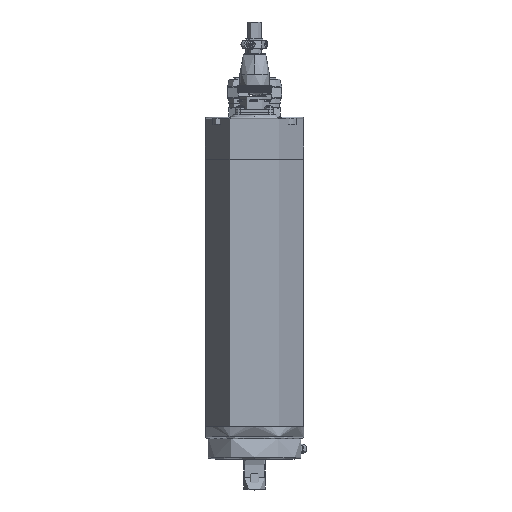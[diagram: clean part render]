
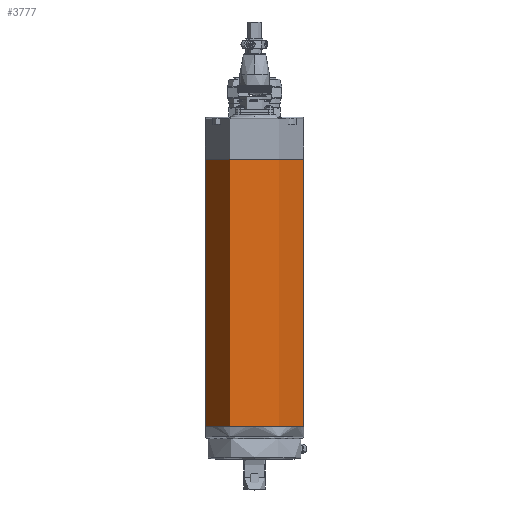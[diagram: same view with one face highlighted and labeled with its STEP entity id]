
A CAD part, front view. The second image highlights one B-rep face of the part: STEP entity #3777.
In plain terms, the highlighted cylindrical face has radius 31 mm (diameter 62 mm), a partial arc.
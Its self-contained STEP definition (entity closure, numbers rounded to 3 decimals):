
#287 = EDGE_CURVE ( 'NONE', #8563, #31256, #9453, .T. ) ;
#390 = AXIS2_PLACEMENT_3D ( 'NONE', #17295, #22343, #12794 ) ;
#2987 = DIRECTION ( 'NONE',  ( 0., 0., 1. ) ) ;
#3107 = CARTESIAN_POINT ( 'NONE',  ( 31., 0., -169. ) ) ;
#3478 = CARTESIAN_POINT ( 'NONE',  ( -31., 0., 0. ) ) ;
#3777 = ADVANCED_FACE ( 'NONE', ( #20126 ), #4683, .T. ) ;
#4683 = CYLINDRICAL_SURFACE ( 'NONE', #390, 31. ) ;
#5617 = CARTESIAN_POINT ( 'NONE',  ( 31., 0., 0. ) ) ;
#7323 = CIRCLE ( 'NONE', #17502, 31. ) ;
#7776 = EDGE_CURVE ( 'NONE', #20206, #27562, #18048, .T. ) ;
#7945 = DIRECTION ( 'NONE',  ( 1., 0., 0. ) ) ;
#8324 = DIRECTION ( 'NONE',  ( 0., 0., 1. ) ) ;
#8563 = VERTEX_POINT ( 'NONE', #12814 ) ;
#9183 = CARTESIAN_POINT ( 'NONE',  ( 0., 0., 0. ) ) ;
#9443 = EDGE_CURVE ( 'NONE', #27562, #31256, #7323, .T. ) ;
#9453 = LINE ( 'NONE', #3478, #9857 ) ;
#9857 = VECTOR ( 'NONE', #11046, 1000. ) ;
#11046 = DIRECTION ( 'NONE',  ( 0., 0., 1. ) ) ;
#12794 = DIRECTION ( 'NONE',  ( 1., 0., 0. ) ) ;
#12814 = CARTESIAN_POINT ( 'NONE',  ( -31., 0., -169. ) ) ;
#13254 = CARTESIAN_POINT ( 'NONE',  ( -31., 0., 0. ) ) ;
#14171 = DIRECTION ( 'NONE',  ( 1., 0., 0. ) ) ;
#14919 = EDGE_CURVE ( 'NONE', #8563, #20206, #22149, .T. ) ;
#16865 = ORIENTED_EDGE ( 'NONE', *, *, #287, .F. ) ;
#17125 = ORIENTED_EDGE ( 'NONE', *, *, #14919, .T. ) ;
#17295 = CARTESIAN_POINT ( 'NONE',  ( 0., 0., 0. ) ) ;
#17502 = AXIS2_PLACEMENT_3D ( 'NONE', #9183, #28793, #14171 ) ;
#18048 = LINE ( 'NONE', #5617, #31870 ) ;
#18782 = CARTESIAN_POINT ( 'NONE',  ( 31., 0., 0. ) ) ;
#19383 = ORIENTED_EDGE ( 'NONE', *, *, #9443, .T. ) ;
#20126 = FACE_OUTER_BOUND ( 'NONE', #24930, .T. ) ;
#20206 = VERTEX_POINT ( 'NONE', #3107 ) ;
#22149 = CIRCLE ( 'NONE', #29510, 31. ) ;
#22343 = DIRECTION ( 'NONE',  ( 0., 0., 1. ) ) ;
#23856 = ORIENTED_EDGE ( 'NONE', *, *, #7776, .T. ) ;
#24930 = EDGE_LOOP ( 'NONE', ( #16865, #17125, #23856, #19383 ) ) ;
#27562 = VERTEX_POINT ( 'NONE', #18782 ) ;
#28793 = DIRECTION ( 'NONE',  ( 0., 0., -1. ) ) ;
#29510 = AXIS2_PLACEMENT_3D ( 'NONE', #30040, #2987, #7945 ) ;
#30040 = CARTESIAN_POINT ( 'NONE',  ( 0., 0., -169. ) ) ;
#31256 = VERTEX_POINT ( 'NONE', #13254 ) ;
#31870 = VECTOR ( 'NONE', #8324, 1000. ) ;
